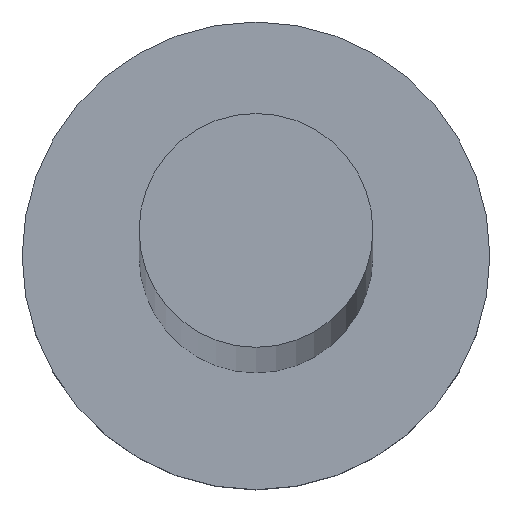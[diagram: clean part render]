
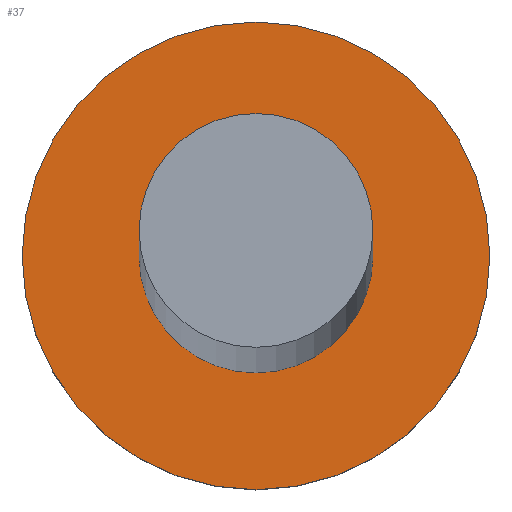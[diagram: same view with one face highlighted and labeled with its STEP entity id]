
A CAD part, top view. The second image highlights one B-rep face of the part: STEP entity #37.
In plain terms, the highlighted planar face has unit normal (0, 0, 1).
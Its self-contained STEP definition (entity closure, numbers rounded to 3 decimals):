
#2 = EDGE_CURVE ( 'NONE', #199, #202, #170, .T. ) ;
#4 = AXIS2_PLACEMENT_3D ( 'NONE', #159, #116, #31 ) ;
#10 = EDGE_CURVE ( 'NONE', #72, #244, #45, .T. ) ;
#12 = EDGE_LOOP ( 'NONE', ( #87, #50 ) ) ;
#13 = FACE_BOUND ( 'NONE', #12, .T. ) ;
#15 = DIRECTION ( 'NONE',  ( 1., 0., 0. ) ) ;
#31 = DIRECTION ( 'NONE',  ( 1., 0., 0. ) ) ;
#34 = EDGE_LOOP ( 'NONE', ( #46, #105 ) ) ;
#35 = PLANE ( 'NONE',  #178 ) ;
#37 = ADVANCED_FACE ( 'NONE', ( #13, #58 ), #35, .T. ) ;
#45 = CIRCLE ( 'NONE', #4, 2.5 ) ;
#46 = ORIENTED_EDGE ( 'NONE', *, *, #2, .T. ) ;
#50 = ORIENTED_EDGE ( 'NONE', *, *, #108, .F. ) ;
#58 = FACE_OUTER_BOUND ( 'NONE', #34, .T. ) ;
#63 = CIRCLE ( 'NONE', #189, 2.5 ) ;
#65 = DIRECTION ( 'NONE',  ( 1., 0., 0. ) ) ;
#67 = CARTESIAN_POINT ( 'NONE',  ( -5., 0., 3. ) ) ;
#72 = VERTEX_POINT ( 'NONE', #114 ) ;
#74 = DIRECTION ( 'NONE',  ( 0., 0., 1. ) ) ;
#87 = ORIENTED_EDGE ( 'NONE', *, *, #10, .F. ) ;
#104 = CARTESIAN_POINT ( 'NONE',  ( 0., 0., 3. ) ) ;
#105 = ORIENTED_EDGE ( 'NONE', *, *, #207, .T. ) ;
#108 = EDGE_CURVE ( 'NONE', #244, #72, #63, .T. ) ;
#109 = CARTESIAN_POINT ( 'NONE',  ( 0., 0., 3. ) ) ;
#112 = DIRECTION ( 'NONE',  ( 0., 0., 1. ) ) ;
#114 = CARTESIAN_POINT ( 'NONE',  ( -2.5, 0., 3. ) ) ;
#116 = DIRECTION ( 'NONE',  ( 0., 0., 1. ) ) ;
#122 = CARTESIAN_POINT ( 'NONE',  ( 5., 0., 3. ) ) ;
#134 = CARTESIAN_POINT ( 'NONE',  ( 0., 0., 3. ) ) ;
#148 = CARTESIAN_POINT ( 'NONE',  ( 2.5, 0., 3. ) ) ;
#159 = CARTESIAN_POINT ( 'NONE',  ( 0., 0., 3. ) ) ;
#169 = AXIS2_PLACEMENT_3D ( 'NONE', #104, #238, #65 ) ;
#170 = CIRCLE ( 'NONE', #218, 5. ) ;
#177 = CARTESIAN_POINT ( 'NONE',  ( 0., 0., 3. ) ) ;
#178 = AXIS2_PLACEMENT_3D ( 'NONE', #109, #188, #15 ) ;
#188 = DIRECTION ( 'NONE',  ( 0., 0., 1. ) ) ;
#189 = AXIS2_PLACEMENT_3D ( 'NONE', #177, #74, #231 ) ;
#199 = VERTEX_POINT ( 'NONE', #67 ) ;
#202 = VERTEX_POINT ( 'NONE', #122 ) ;
#207 = EDGE_CURVE ( 'NONE', #202, #199, #220, .T. ) ;
#214 = DIRECTION ( 'NONE',  ( 1., 0., 0. ) ) ;
#218 = AXIS2_PLACEMENT_3D ( 'NONE', #134, #112, #214 ) ;
#220 = CIRCLE ( 'NONE', #169, 5. ) ;
#231 = DIRECTION ( 'NONE',  ( 1., 0., 0. ) ) ;
#238 = DIRECTION ( 'NONE',  ( 0., 0., 1. ) ) ;
#244 = VERTEX_POINT ( 'NONE', #148 ) ;
